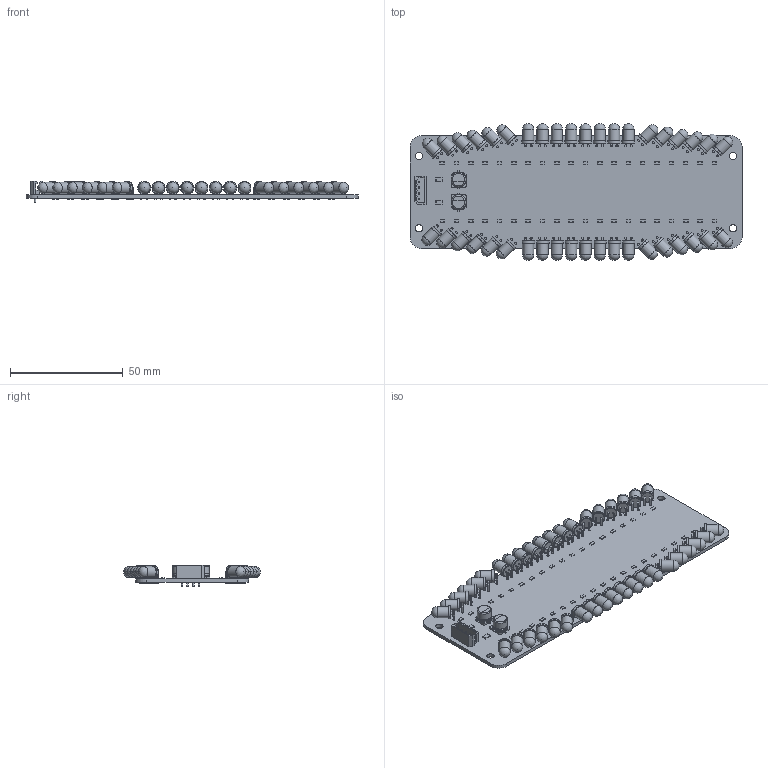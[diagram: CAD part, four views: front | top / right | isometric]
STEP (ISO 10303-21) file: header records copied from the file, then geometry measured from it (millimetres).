
FILE_DESCRIPTION(('KiCad electronic assembly'),'2;1');
FILE_NAME('TSAL_LED.step','2021-10-27T18:31:10',('An Author'),( 'A Company'),'Open CASCADE STEP processor 7.5', 'KiCad to STEP converter','Unknown');
FILE_SCHEMA(('AUTOMOTIVE_DESIGN { 1 0 10303 214 1 1 1 1 }'));
Length unit declared in the file: millimetre
Products named in the file (12): Open CASCADE STEP translator 7.5 1; Molex_SPOX_5267-04A_1x04_P2.50mm_Vertical; SOLID; R_1206_3216Metric; CP_Elec_6.3x5.8; LED_D5.0mm_Horizontal_O1.27mm_Z3.0mm; R_0805_2012Metric; COMPOUND
Assembly tree (91 placements, depth 3):
  Open CASCADE STEP translator 7.5 1
    Molex_SPOX_5267-04A_1x04_P2.50mm_Vertical
      SOLID
    R_1206_3216Metric  x2
      SOLID
    CP_Elec_6.3x5.8  x2
      SOLID
    LED_D5.0mm_Horizontal_O1.27mm_Z3.0mm  x40
      SOLID
    R_0805_2012Metric  x40
      SOLID
    COMPOUND
Bounding box: 147 x 60.56 x 9.4 mm (x, y, z)
Volume: 18705.3 mm3; surface area: 24794.1 mm2
Topology: 86 solids, 86 shells, 2679 faces, 6601 edges, 4144 vertices
Faces by surface type: plane 2033, cylinder 576, sphere 40, bspline 20, torus 8, revolution 2
Full cylindrical faces by diameter (mm): 0.7 x8, 0.85 x4, 0.9 x80, 3.2 x4, 5 x40, 6.3 x4
Entity records: 24670 total; most frequent: CARTESIAN_POINT 6164, DIRECTION 3382, LINE 1763, VECTOR 1763, ORIENTED_EDGE 1626, PCURVE 1626, DEFINITIONAL_REPRESENTATION 1626, EDGE_CURVE 813
